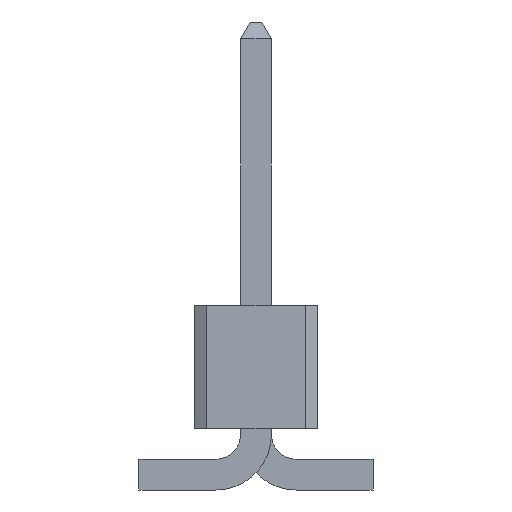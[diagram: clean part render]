
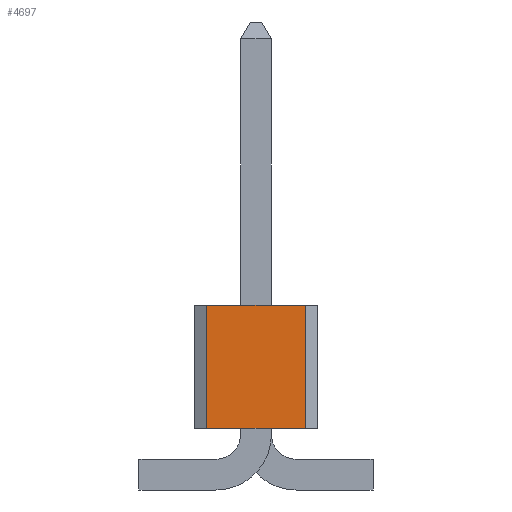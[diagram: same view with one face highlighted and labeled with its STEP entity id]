
A CAD part, left-side view. The second image highlights one B-rep face of the part: STEP entity #4697.
In plain terms, the highlighted planar face has unit normal (-1, 0, 0).
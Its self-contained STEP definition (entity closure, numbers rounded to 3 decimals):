
#98 = AXIS2_PLACEMENT_3D ( 'NONE', #5914, #7044, #849 ) ;
#174 = DIRECTION ( 'NONE',  ( 0., -1., 0. ) ) ;
#196 = EDGE_CURVE ( 'NONE', #3166, #6432, #4644, .T. ) ;
#259 = LINE ( 'NONE', #2598, #4306 ) ;
#533 = ORIENTED_EDGE ( 'NONE', *, *, #5264, .T. ) ;
#849 = DIRECTION ( 'NONE',  ( 0., 0., -1. ) ) ;
#1253 = CARTESIAN_POINT ( 'NONE',  ( -7.62, 1.02, 1.27 ) ) ;
#1290 = EDGE_CURVE ( 'NONE', #3166, #4815, #2452, .T. ) ;
#1307 = EDGE_LOOP ( 'NONE', ( #533, #6787, #5491, #7149 ) ) ;
#1542 = VECTOR ( 'NONE', #2372, 1000. ) ;
#1807 = CARTESIAN_POINT ( 'NONE',  ( -7.62, 1.02, 3.81 ) ) ;
#2034 = DIRECTION ( 'NONE',  ( 0., 0., -1. ) ) ;
#2133 = FACE_OUTER_BOUND ( 'NONE', #1307, .T. ) ;
#2372 = DIRECTION ( 'NONE',  ( 0., -1., 0. ) ) ;
#2452 = LINE ( 'NONE', #4038, #6775 ) ;
#2598 = CARTESIAN_POINT ( 'NONE',  ( -7.62, -1.02, 3.81 ) ) ;
#2929 = DIRECTION ( 'NONE',  ( 0., 0., -1. ) ) ;
#2978 = EDGE_CURVE ( 'NONE', #6432, #3314, #259, .T. ) ;
#3166 = VERTEX_POINT ( 'NONE', #3801 ) ;
#3313 = VECTOR ( 'NONE', #174, 1000. ) ;
#3314 = VERTEX_POINT ( 'NONE', #5553 ) ;
#3801 = CARTESIAN_POINT ( 'NONE',  ( -7.62, 1.02, 3.81 ) ) ;
#4038 = CARTESIAN_POINT ( 'NONE',  ( -7.62, 1.02, 3.81 ) ) ;
#4306 = VECTOR ( 'NONE', #2034, 1000. ) ;
#4532 = LINE ( 'NONE', #1253, #3313 ) ;
#4644 = LINE ( 'NONE', #1807, #1542 ) ;
#4697 = ADVANCED_FACE ( 'NONE', ( #2133 ), #6988, .F. ) ;
#4815 = VERTEX_POINT ( 'NONE', #7131 ) ;
#5264 = EDGE_CURVE ( 'NONE', #4815, #3314, #4532, .T. ) ;
#5491 = ORIENTED_EDGE ( 'NONE', *, *, #196, .F. ) ;
#5553 = CARTESIAN_POINT ( 'NONE',  ( -7.62, -1.02, 1.27 ) ) ;
#5914 = CARTESIAN_POINT ( 'NONE',  ( -7.62, 1.02, 3.81 ) ) ;
#6265 = CARTESIAN_POINT ( 'NONE',  ( -7.62, -1.02, 3.81 ) ) ;
#6432 = VERTEX_POINT ( 'NONE', #6265 ) ;
#6775 = VECTOR ( 'NONE', #2929, 1000. ) ;
#6787 = ORIENTED_EDGE ( 'NONE', *, *, #2978, .F. ) ;
#6988 = PLANE ( 'NONE',  #98 ) ;
#7044 = DIRECTION ( 'NONE',  ( 1., 0., 0. ) ) ;
#7131 = CARTESIAN_POINT ( 'NONE',  ( -7.62, 1.02, 1.27 ) ) ;
#7149 = ORIENTED_EDGE ( 'NONE', *, *, #1290, .T. ) ;
